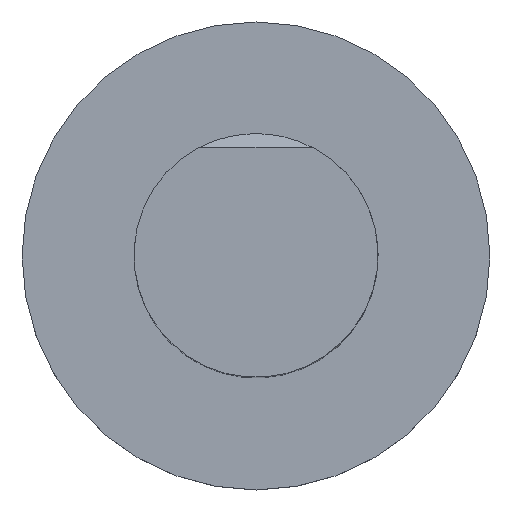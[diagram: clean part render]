
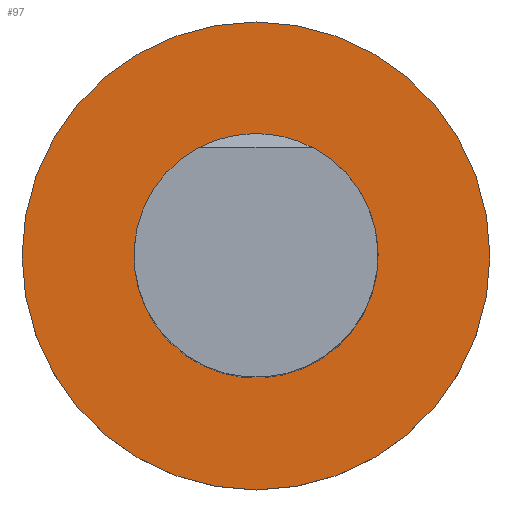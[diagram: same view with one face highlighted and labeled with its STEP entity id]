
A CAD part, top view. The second image highlights one B-rep face of the part: STEP entity #97.
In plain terms, the highlighted planar face has unit normal (0, 0, 1).
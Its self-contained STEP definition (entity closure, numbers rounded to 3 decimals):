
#59=FACE_BOUND('',#128,.T.);
#60=FACE_BOUND('',#129,.T.);
#81=CIRCLE('',#249,2.);
#82=CIRCLE('',#250,11.5);
#97=ADVANCED_FACE('',(#59,#60),#111,.T.);
#111=PLANE('',#251);
#128=EDGE_LOOP('',(#168));
#129=EDGE_LOOP('',(#169));
#168=ORIENTED_EDGE('',*,*,#215,.T.);
#169=ORIENTED_EDGE('',*,*,#216,.T.);
#195=VERTEX_POINT('',#364);
#196=VERTEX_POINT('',#366);
#215=EDGE_CURVE('',#195,#195,#81,.T.);
#216=EDGE_CURVE('',#196,#196,#82,.T.);
#249=AXIS2_PLACEMENT_3D('',#363,#299,#300);
#250=AXIS2_PLACEMENT_3D('',#365,#301,#302);
#251=AXIS2_PLACEMENT_3D('',#367,#303,#304);
#299=DIRECTION('',(0.,0.,-1.));
#300=DIRECTION('',(1.,0.,0.));
#301=DIRECTION('',(0.,0.,1.));
#302=DIRECTION('',(-1.,0.,0.));
#303=DIRECTION('',(0.,0.,1.));
#304=DIRECTION('',(1.,0.,0.));
#363=CARTESIAN_POINT('',(0.,0.,0.));
#364=CARTESIAN_POINT('',(2.,0.,0.));
#365=CARTESIAN_POINT('',(0.,0.,0.));
#366=CARTESIAN_POINT('',(-11.5,0.,0.));
#367=CARTESIAN_POINT('',(0.,0.,0.));
